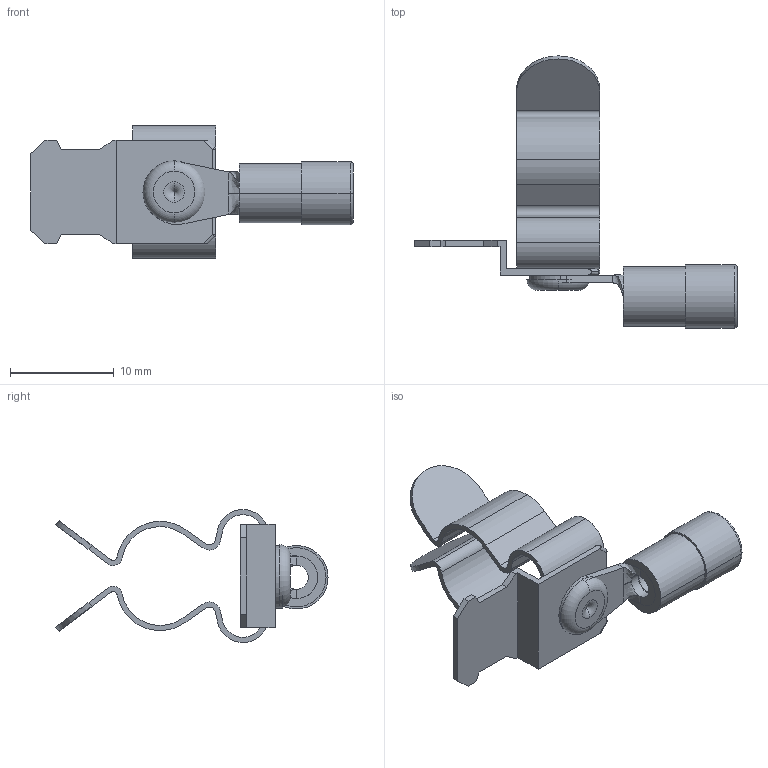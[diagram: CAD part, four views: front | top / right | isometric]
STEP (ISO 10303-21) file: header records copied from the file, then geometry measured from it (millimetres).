
FILE_DESCRIPTION (( 'STEP AP214' ), '1' );
FILE_NAME ('1016-124.STEP', '2024-09-12T13:10:28', ( '' ), ( '' ), 'SwSTEP 2.0', 'SolidWorks 2022', '' );
FILE_SCHEMA (( 'AUTOMOTIVE_DESIGN' ));
Length unit declared in the file: millimetre
Products named in the file (5): 8010-017; 3x1,5_2mm Blechstärke; 1022-052 .; 1016-124; 1010-004 Kunden Modell_1
Assembly tree (4 placements, depth 2):
  1016-124
    8010-017
    1022-052 .
    3x1,5_2mm Blechstärke
    1010-004 Kunden Modell_1
Bounding box: 31.06 x 26.2 x 12.8 mm (x, y, z)
Volume: 633.3 mm3; surface area: 2177.9 mm2
Topology: 5 solids, 5 shells, 324 faces, 851 edges, 556 vertices
Faces by surface type: plane 171, bspline 79, cylinder 65, torus 4, cone 3, sphere 2
Entity records: 17115 total; most frequent: CARTESIAN_POINT 5950, ORIENTED_EDGE 1682, DIRECTION 1333, EDGE_CURVE 841, VERTEX_POINT 556, VECTOR 529, LINE 529, AXIS2_PLACEMENT_3D 402
